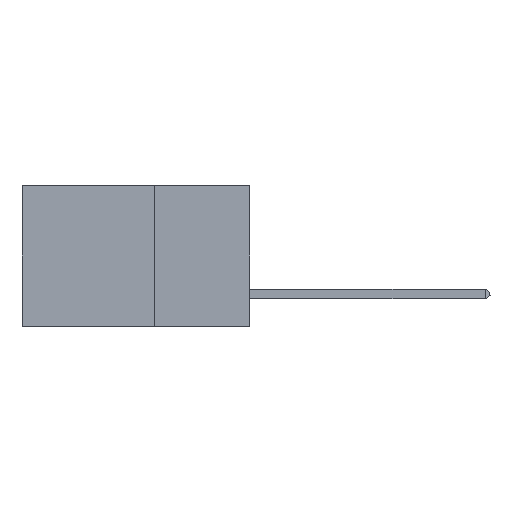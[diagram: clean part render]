
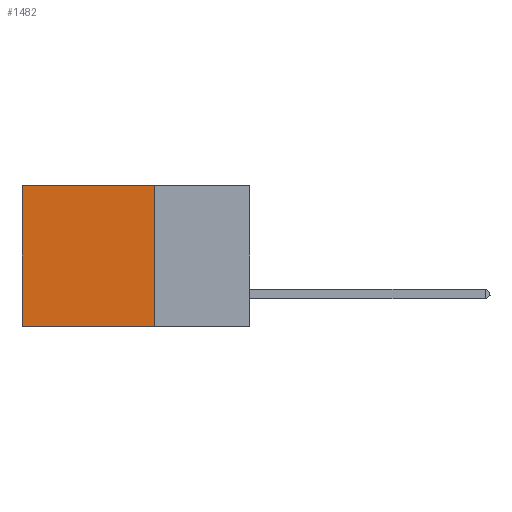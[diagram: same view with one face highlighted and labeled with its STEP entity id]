
A CAD part, left-side view. The second image highlights one B-rep face of the part: STEP entity #1482.
In plain terms, the highlighted planar face has unit normal (-1, 0, 0).
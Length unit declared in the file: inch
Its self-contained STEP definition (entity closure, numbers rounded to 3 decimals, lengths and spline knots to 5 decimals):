
#631 = FACE_OUTER_BOUND ( 'NONE', #3157, .T. ) ;
#687 = EDGE_CURVE ( 'NONE', #12870, #14759, #5239, .T. ) ;
#738 = VECTOR ( 'NONE', #1090, 39.37008 ) ;
#1032 = VECTOR ( 'NONE', #9498, 39.37008 ) ;
#1080 = AXIS2_PLACEMENT_3D ( 'NONE', #18483, #7772, #21970 ) ;
#1090 = DIRECTION ( 'NONE',  ( 0., 0., -1. ) ) ;
#1482 = ADVANCED_FACE ( 'NONE', ( #631 ), #4047, .F. ) ;
#1885 = LINE ( 'NONE', #16732, #1032 ) ;
#2084 = VECTOR ( 'NONE', #6342, 39.37008 ) ;
#2662 = CARTESIAN_POINT ( 'NONE',  ( 0.2875, 0.25, 0. ) ) ;
#3157 = EDGE_LOOP ( 'NONE', ( #19460, #16390, #17745, #11230 ) ) ;
#4047 = PLANE ( 'NONE',  #1080 ) ;
#5058 = CARTESIAN_POINT ( 'NONE',  ( 0.2875, 0.6, -0.37 ) ) ;
#5239 = LINE ( 'NONE', #2662, #2084 ) ;
#5771 = VERTEX_POINT ( 'NONE', #16874 ) ;
#6342 = DIRECTION ( 'NONE',  ( 0., 1., 0. ) ) ;
#6451 = CARTESIAN_POINT ( 'NONE',  ( 0.2875, 0.6, 0. ) ) ;
#7232 = EDGE_CURVE ( 'NONE', #14759, #23382, #16330, .T. ) ;
#7730 = CARTESIAN_POINT ( 'NONE',  ( 0.2875, 0.25, -0.37 ) ) ;
#7772 = DIRECTION ( 'NONE',  ( 1., 0., 0. ) ) ;
#8408 = VECTOR ( 'NONE', #16622, 39.37008 ) ;
#8817 = EDGE_CURVE ( 'NONE', #5771, #23382, #17991, .T. ) ;
#9498 = DIRECTION ( 'NONE',  ( 0., 0., -1. ) ) ;
#11155 = CARTESIAN_POINT ( 'NONE',  ( 0.2875, 0.6, 0. ) ) ;
#11230 = ORIENTED_EDGE ( 'NONE', *, *, #687, .T. ) ;
#11585 = CARTESIAN_POINT ( 'NONE',  ( 0.2875, 0.25, 0. ) ) ;
#12870 = VERTEX_POINT ( 'NONE', #11585 ) ;
#14759 = VERTEX_POINT ( 'NONE', #11155 ) ;
#15184 = EDGE_CURVE ( 'NONE', #12870, #5771, #1885, .T. ) ;
#16330 = LINE ( 'NONE', #6451, #738 ) ;
#16390 = ORIENTED_EDGE ( 'NONE', *, *, #8817, .F. ) ;
#16622 = DIRECTION ( 'NONE',  ( 0., 1., 0. ) ) ;
#16732 = CARTESIAN_POINT ( 'NONE',  ( 0.2875, 0.25, 0. ) ) ;
#16874 = CARTESIAN_POINT ( 'NONE',  ( 0.2875, 0.25, -0.37 ) ) ;
#17745 = ORIENTED_EDGE ( 'NONE', *, *, #15184, .F. ) ;
#17991 = LINE ( 'NONE', #7730, #8408 ) ;
#18483 = CARTESIAN_POINT ( 'NONE',  ( 0.2875, 0.25, 0. ) ) ;
#19460 = ORIENTED_EDGE ( 'NONE', *, *, #7232, .T. ) ;
#21970 = DIRECTION ( 'NONE',  ( 0., 0., -1. ) ) ;
#23382 = VERTEX_POINT ( 'NONE', #5058 ) ;
